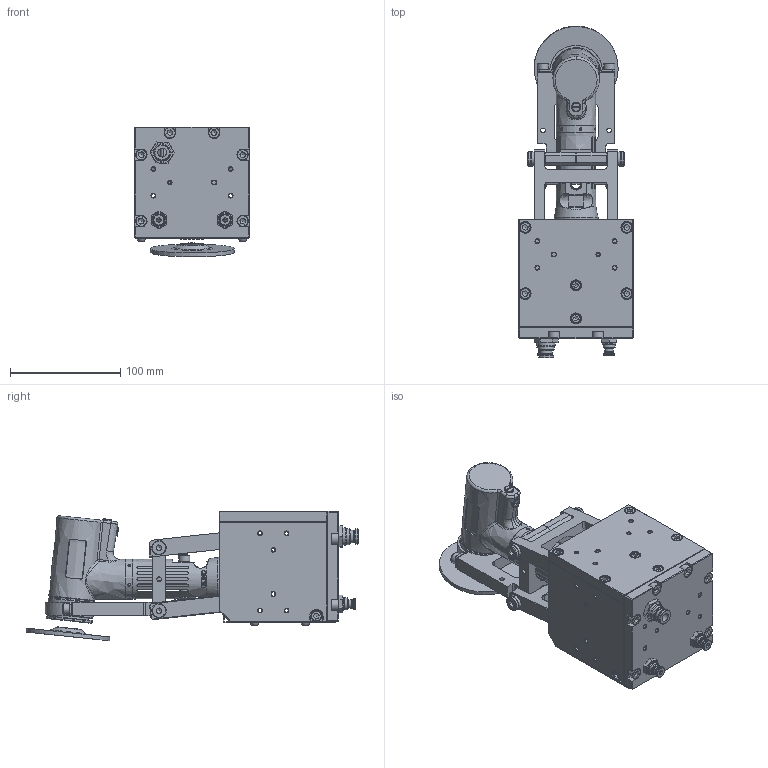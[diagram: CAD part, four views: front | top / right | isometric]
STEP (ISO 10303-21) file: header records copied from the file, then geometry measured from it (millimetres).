
FILE_DESCRIPTION (( 'STEP AP214' ), '1' );
FILE_NAME ('PC600_1140620.STEP', '2025-06-20T06:25:06', ( '' ), ( '' ), 'SwSTEP 2.0', 'SolidWorks 2022', '' );
FILE_SCHEMA (( 'AUTOMOTIVE_DESIGN' ));
Length unit declared in the file: millimetre
Products named in the file (1): PC600_1140620
Bounding box: 104 x 300.78 x 117.4 mm (x, y, z)
Surface area: 207307 mm2 (no closed solid volume)
Topology: 0 solids, 81 shells, 948 faces, 2943 edges, 1990 vertices
Faces by surface type: plane 559, cylinder 142, bspline 112, cone 109, torus 26
Full cylindrical faces by diameter (mm): 3 x4, 3.3 x16, 4 x4, 4.2 x6, 7.5 x4, 8 x1, 9 x2, 9.9 x2, 10 x13, 10.5 x4, 10.8 x2, 11.4 x2, 12 x2, 13 x8, 13.8 x2, 14 x2, 14.5 x1, 14.6 x1, 16 x1, 24 x2
Entity records: 36004 total; most frequent: CARTESIAN_POINT 11664, DIRECTION 4782, ORIENTED_EDGE 4320, EDGE_CURVE 2625, VERTEX_POINT 1897, LINE 1600, VECTOR 1600, AXIS2_PLACEMENT_3D 1591
